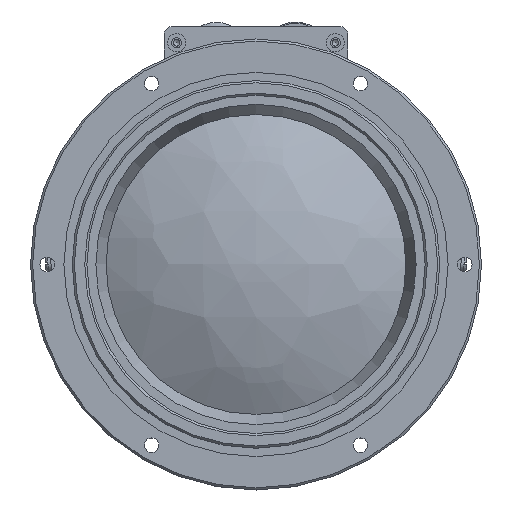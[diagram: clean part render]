
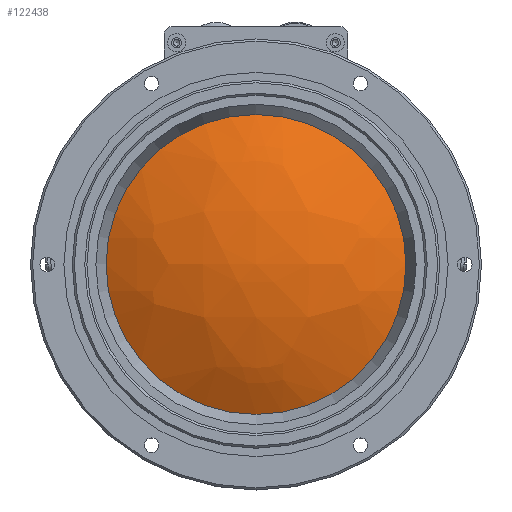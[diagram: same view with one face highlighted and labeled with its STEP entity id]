
A CAD part, top view. The second image highlights one B-rep face of the part: STEP entity #122438.
In plain terms, the highlighted free-form (B-spline) face has degree [3, 3] with [4, 4] control points.
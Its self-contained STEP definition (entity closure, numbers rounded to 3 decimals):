
#7710 = CARTESIAN_POINT ( 'NONE',  ( 11.467, 36.424, -6.524 ) ) ;
#11999 = CARTESIAN_POINT ( 'NONE',  ( 13.788, -13.412, 7.155 ) ) ;
#13453 = CIRCLE ( 'NONE', #65542, 35.906 ) ;
#14668 = DIRECTION ( 'NONE',  ( 0., 0., 1. ) ) ;
#25074 = CARTESIAN_POINT ( 'NONE',  ( -31.713, -36.578, -18. ) ) ;
#32059 = DIRECTION ( 'NONE',  ( 1., 0., 0. ) ) ;
#35249 = CARTESIAN_POINT ( 'NONE',  ( 0., 0., -9.281 ) ) ;
#41489 = VERTEX_POINT ( 'NONE', #75143 ) ;
#42280 =( BOUNDED_SURFACE ( )  B_SPLINE_SURFACE ( 3, 3, ( 
 ( #208528, #174880, #7710, #76068 ),
 ( #92348, #61944, #111816, #190115 ),
 ( #173822, #43504, #11999, #59777 ),
 ( #25074, #78241, #127043, #209609 ) ),
 .UNSPECIFIED., .F., .F., .F. ) 
 B_SPLINE_SURFACE_WITH_KNOTS ( ( 4, 4 ),
 ( 4, 4 ),
 ( 0., 1. ),
 ( 0., 1. ),
 .UNSPECIFIED. ) 
 GEOMETRIC_REPRESENTATION_ITEM ( )  RATIONAL_B_SPLINE_SURFACE ( (
 ( 1., 0.914, 0.914, 1.),
 ( 0.914, 0.835, 0.835, 0.914),
 ( 0.914, 0.835, 0.835, 0.914),
 ( 1., 0.914, 0.914, 1.) ) ) 
 REPRESENTATION_ITEM ( '' )  SURFACE ( )  );
#43504 = CARTESIAN_POINT ( 'NONE',  ( -13.996, -13.412, 7.12 ) ) ;
#59777 = CARTESIAN_POINT ( 'NONE',  ( 38.011, -13.412, -6.456 ) ) ;
#61944 = CARTESIAN_POINT ( 'NONE',  ( -14.002, 13.227, 7.153 ) ) ;
#65542 = AXIS2_PLACEMENT_3D ( 'NONE', #35249, #14668, #32059 ) ;
#75143 = CARTESIAN_POINT ( 'NONE',  ( 35.906, 0., -9.281 ) ) ;
#76068 = CARTESIAN_POINT ( 'NONE',  ( 31.612, 36.424, -17.844 ) ) ;
#78241 = CARTESIAN_POINT ( 'NONE',  ( -11.624, -36.578, -6.645 ) ) ;
#92348 = CARTESIAN_POINT ( 'NONE',  ( -38.199, 13.227, -6.526 ) ) ;
#104358 = EDGE_LOOP ( 'NONE', ( #120553 ) ) ;
#111816 = CARTESIAN_POINT ( 'NONE',  ( 13.794, 13.227, 7.188 ) ) ;
#120553 = ORIENTED_EDGE ( 'NONE', *, *, #159738, .T. ) ;
#122438 = ADVANCED_FACE ( 'NONE', ( #124874 ), #42280, .T. ) ;
#124874 = FACE_OUTER_BOUND ( 'NONE', #104358, .T. ) ;
#127043 = CARTESIAN_POINT ( 'NONE',  ( 11.452, -36.578, -6.615 ) ) ;
#159738 = EDGE_CURVE ( 'NONE', #41489, #41489, #13453, .T. ) ;
#173822 = CARTESIAN_POINT ( 'NONE',  ( -38.183, -13.412, -6.553 ) ) ;
#174880 = CARTESIAN_POINT ( 'NONE',  ( -11.64, 36.424, -6.554 ) ) ;
#190115 = CARTESIAN_POINT ( 'NONE',  ( 38.026, 13.227, -6.428 ) ) ;
#208528 = CARTESIAN_POINT ( 'NONE',  ( -31.755, 36.424, -17.925 ) ) ;
#209609 = CARTESIAN_POINT ( 'NONE',  ( 31.569, -36.578, -17.919 ) ) ;
